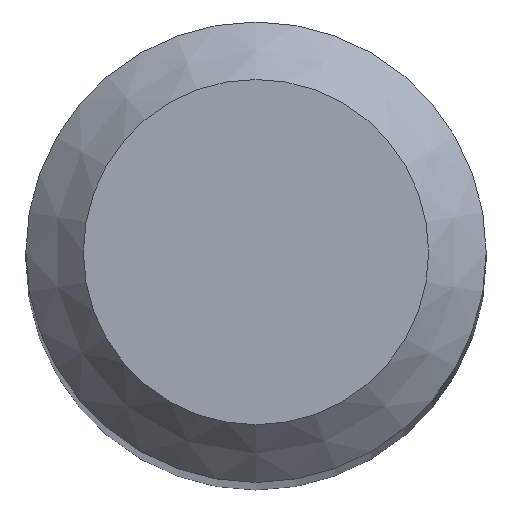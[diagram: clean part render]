
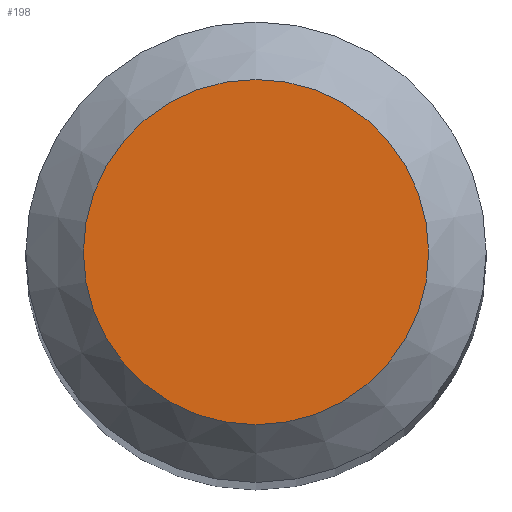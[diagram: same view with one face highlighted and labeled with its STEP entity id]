
A CAD part, top view. The second image highlights one B-rep face of the part: STEP entity #198.
In plain terms, the highlighted planar face has unit normal (0, 0, 1).
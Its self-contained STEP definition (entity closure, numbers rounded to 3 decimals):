
#42 = DIRECTION ( 'NONE',  ( 0., 1., 0. ) ) ;
#47 = CARTESIAN_POINT ( 'NONE',  ( 0., 0., 62. ) ) ;
#49 = AXIS2_PLACEMENT_3D ( 'NONE', #47, #207, #42 ) ;
#72 = DIRECTION ( 'NONE',  ( 0., 1., 0. ) ) ;
#100 = CIRCLE ( 'NONE', #134, 1.5 ) ;
#109 = EDGE_LOOP ( 'NONE', ( #203 ) ) ;
#112 = DIRECTION ( 'NONE',  ( 0., 0., -1. ) ) ;
#134 = AXIS2_PLACEMENT_3D ( 'NONE', #214, #112, #72 ) ;
#142 = PLANE ( 'NONE',  #49 ) ;
#162 = VERTEX_POINT ( 'NONE', #223 ) ;
#167 = EDGE_CURVE ( 'NONE', #162, #162, #100, .T. ) ;
#186 = FACE_OUTER_BOUND ( 'NONE', #109, .T. ) ;
#198 = ADVANCED_FACE ( 'NONE', ( #186 ), #142, .F. ) ;
#203 = ORIENTED_EDGE ( 'NONE', *, *, #167, .F. ) ;
#207 = DIRECTION ( 'NONE',  ( 0., 0., -1. ) ) ;
#214 = CARTESIAN_POINT ( 'NONE',  ( 0., 0., 62. ) ) ;
#223 = CARTESIAN_POINT ( 'NONE',  ( 0., 1.5, 62. ) ) ;
